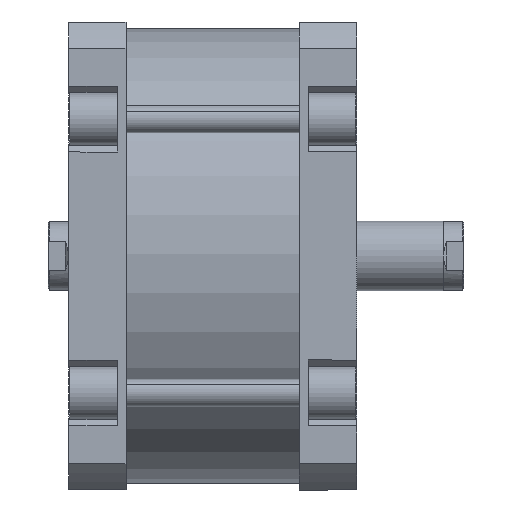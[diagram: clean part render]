
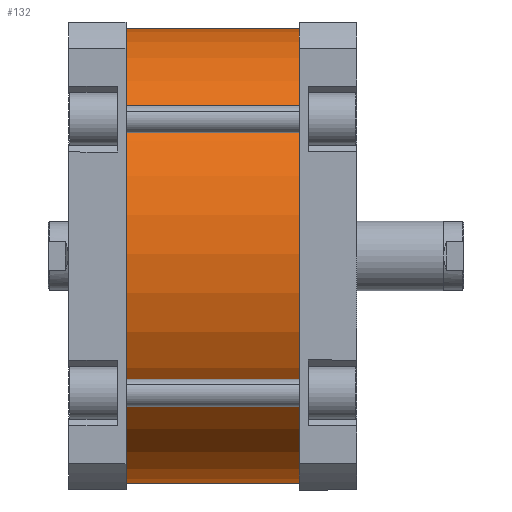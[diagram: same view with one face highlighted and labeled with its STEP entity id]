
A CAD part, front view. The second image highlights one B-rep face of the part: STEP entity #132.
In plain terms, the highlighted cylindrical face has radius 131 mm (diameter 262 mm), a partial arc.
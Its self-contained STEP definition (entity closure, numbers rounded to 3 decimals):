
#132 = ADVANCED_FACE ( 'NONE', ( #3620 ), #3622, .T. ) ;
#1067 = CARTESIAN_POINT ( 'NONE',  ( 0., 0., 100. ) ) ;
#1069 = CARTESIAN_POINT ( 'NONE',  ( -131., 0., 100. ) ) ;
#1070 = DIRECTION ( 'NONE',  ( 0., 0., -1. ) ) ;
#1071 = DIRECTION ( 'NONE',  ( 0., 0., 1. ) ) ;
#1072 = DIRECTION ( 'NONE',  ( 1., 0., 0. ) ) ;
#1073 = CARTESIAN_POINT ( 'NONE',  ( 0., 0., 0. ) ) ;
#1074 = CARTESIAN_POINT ( 'NONE',  ( 131., 0., 100. ) ) ;
#1075 = DIRECTION ( 'NONE',  ( 0., 0., -1. ) ) ;
#1081 = DIRECTION ( 'NONE',  ( 0., 0., 1. ) ) ;
#1082 = DIRECTION ( 'NONE',  ( 1., 0., 0. ) ) ;
#1123 = CARTESIAN_POINT ( 'NONE',  ( 131., 0., 0. ) ) ;
#1215 = CARTESIAN_POINT ( 'NONE',  ( 131., 0., 100. ) ) ;
#1221 = CARTESIAN_POINT ( 'NONE',  ( -131., 0., 0. ) ) ;
#1256 = CARTESIAN_POINT ( 'NONE',  ( -131., 0., 100. ) ) ;
#1828 = VECTOR ( 'NONE', #1075, 1000. ) ;
#1830 = LINE ( 'NONE', #1074, #1828 ) ;
#1840 = LINE ( 'NONE', #1069, #1841 ) ;
#1841 = VECTOR ( 'NONE', #1070, 1000. ) ;
#1842 = CIRCLE ( 'NONE', #6086, 131. ) ;
#1847 = CIRCLE ( 'NONE', #6088, 131. ) ;
#2380 = EDGE_CURVE ( 'NONE', #4921, #4810, #1840, .T. ) ;
#2382 = EDGE_CURVE ( 'NONE', #4622, #4921, #1842, .T. ) ;
#2383 = EDGE_CURVE ( 'NONE', #4622, #4410, #1830, .T. ) ;
#2385 = EDGE_CURVE ( 'NONE', #4410, #4810, #1847, .T. ) ;
#3080 = EDGE_LOOP ( 'NONE', ( #3111, #3110, #3109, #3108 ) ) ;
#3108 = ORIENTED_EDGE ( 'NONE', *, *, #2380, .F. ) ;
#3109 = ORIENTED_EDGE ( 'NONE', *, *, #2385, .T. ) ;
#3110 = ORIENTED_EDGE ( 'NONE', *, *, #2383, .T. ) ;
#3111 = ORIENTED_EDGE ( 'NONE', *, *, #2382, .F. ) ;
#3620 = FACE_OUTER_BOUND ( 'NONE', #3080, .T. ) ;
#3622 = CYLINDRICAL_SURFACE ( 'NONE', #5893, 131. ) ;
#4410 = VERTEX_POINT ( 'NONE', #1123 ) ;
#4461 = CARTESIAN_POINT ( 'NONE',  ( 0., 0., 100. ) ) ;
#4589 = DIRECTION ( 'NONE',  ( 0., 0., -1. ) ) ;
#4594 = DIRECTION ( 'NONE',  ( -1., 0., 0. ) ) ;
#4622 = VERTEX_POINT ( 'NONE', #1215 ) ;
#4810 = VERTEX_POINT ( 'NONE', #1221 ) ;
#4921 = VERTEX_POINT ( 'NONE', #1256 ) ;
#5893 = AXIS2_PLACEMENT_3D ( 'NONE', #4461, #4589, #4594 ) ;
#6086 = AXIS2_PLACEMENT_3D ( 'NONE', #1067, #1071, #1072 ) ;
#6088 = AXIS2_PLACEMENT_3D ( 'NONE', #1073, #1081, #1082 ) ;
